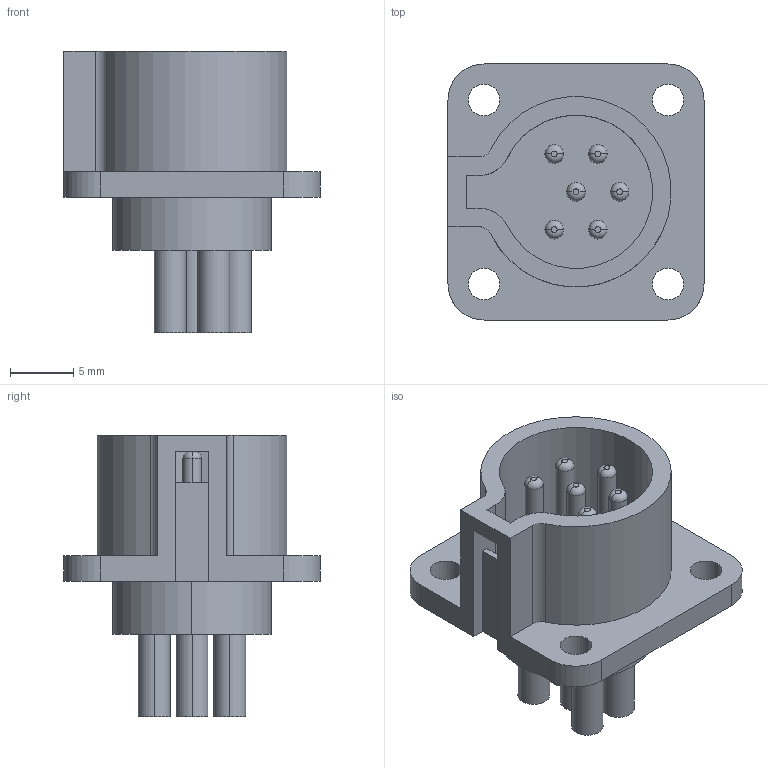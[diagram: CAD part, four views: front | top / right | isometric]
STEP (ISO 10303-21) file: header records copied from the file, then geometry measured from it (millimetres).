
FILE_DESCRIPTION (( 'STEP AP214' ), '1' );
FILE_NAME ('Hirose-RPC1.STEP', '2017-06-23T05:52:10', ( '' ), ( '' ), 'SwSTEP 2.0', 'SolidWorks 2016', '' );
FILE_SCHEMA (( 'AUTOMOTIVE_DESIGN' ));
Length unit declared in the file: millimetre
Products named in the file (2): Hirose-RPC1
Bounding box: 20.19 x 20.19 x 22.2 mm (x, y, z)
Volume: 2070.7 mm3; surface area: 2853.8 mm2
Topology: 1 solids, 1 shells, 122 faces, 276 edges, 180 vertices
Faces by surface type: cylinder 68, plane 42, torus 12
Entity records: 4411 total; most frequent: DIRECTION 684, CARTESIAN_POINT 580, ORIENTED_EDGE 552, AXIS2_PLACEMENT_3D 284, EDGE_CURVE 276, VERTEX_POINT 180, CIRCLE 160, EDGE_LOOP 156
